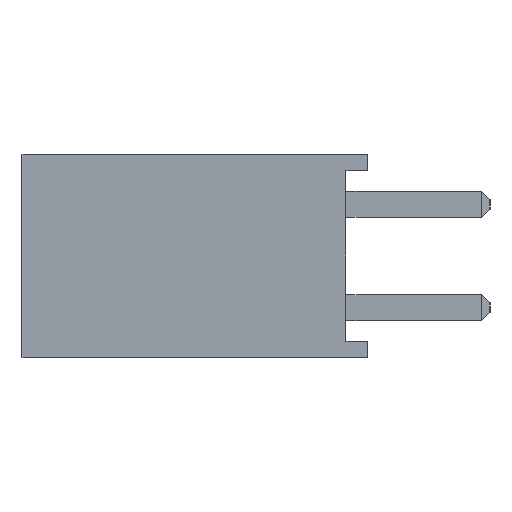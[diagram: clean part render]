
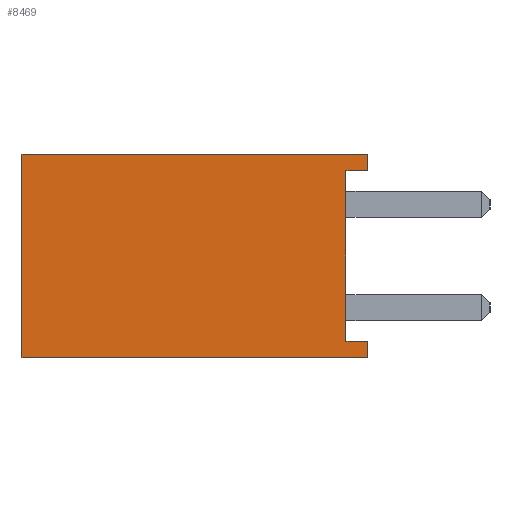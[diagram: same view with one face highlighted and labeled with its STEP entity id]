
A CAD part, left-side view. The second image highlights one B-rep face of the part: STEP entity #8469.
In plain terms, the highlighted planar face has unit normal (-1, 0, 0).
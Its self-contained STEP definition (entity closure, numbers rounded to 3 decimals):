
#300 = LINE ( 'NONE', #9146, #12123 ) ;
#1369 = CARTESIAN_POINT ( 'NONE',  ( -1.27, 0., -2.5 ) ) ;
#1412 = VERTEX_POINT ( 'NONE', #4098 ) ;
#1520 = CARTESIAN_POINT ( 'NONE',  ( -1.27, 8.5, -2.5 ) ) ;
#1728 = CARTESIAN_POINT ( 'NONE',  ( -1.27, 0., 2.5 ) ) ;
#2414 = VECTOR ( 'NONE', #25908, 1000. ) ;
#2829 = ORIENTED_EDGE ( 'NONE', *, *, #11992, .T. ) ;
#2923 = VERTEX_POINT ( 'NONE', #23004 ) ;
#2967 = LINE ( 'NONE', #22235, #4976 ) ;
#3354 = CARTESIAN_POINT ( 'NONE',  ( -1.27, 0.54, 2.1 ) ) ;
#3413 = CARTESIAN_POINT ( 'NONE',  ( -1.27, 0., 2.1 ) ) ;
#3576 = DIRECTION ( 'NONE',  ( 1., 0., 0. ) ) ;
#3823 = LINE ( 'NONE', #14569, #11370 ) ;
#4098 = CARTESIAN_POINT ( 'NONE',  ( -1.27, 8.5, 2.5 ) ) ;
#4238 = EDGE_LOOP ( 'NONE', ( #22306, #21456, #7982, #5911, #8874, #2829, #21484, #10685 ) ) ;
#4976 = VECTOR ( 'NONE', #24261, 1000. ) ;
#5695 = LINE ( 'NONE', #1520, #6368 ) ;
#5892 = CARTESIAN_POINT ( 'NONE',  ( -1.27, 0., 2.1 ) ) ;
#5911 = ORIENTED_EDGE ( 'NONE', *, *, #12529, .F. ) ;
#6368 = VECTOR ( 'NONE', #12098, 1000. ) ;
#7110 = DIRECTION ( 'NONE',  ( 0., -1., 0. ) ) ;
#7606 = EDGE_CURVE ( 'NONE', #23345, #8473, #2967, .T. ) ;
#7982 = ORIENTED_EDGE ( 'NONE', *, *, #7606, .T. ) ;
#8278 = VERTEX_POINT ( 'NONE', #1369 ) ;
#8469 = ADVANCED_FACE ( 'NONE', ( #12485 ), #14233, .F. ) ;
#8473 = VERTEX_POINT ( 'NONE', #1728 ) ;
#8874 = ORIENTED_EDGE ( 'NONE', *, *, #10143, .F. ) ;
#9146 = CARTESIAN_POINT ( 'NONE',  ( -1.27, 8.5, 2.5 ) ) ;
#9284 = EDGE_CURVE ( 'NONE', #8278, #9443, #11078, .T. ) ;
#9443 = VERTEX_POINT ( 'NONE', #12907 ) ;
#9989 = EDGE_CURVE ( 'NONE', #26405, #9443, #24717, .T. ) ;
#10143 = EDGE_CURVE ( 'NONE', #2923, #1412, #20769, .T. ) ;
#10457 = VECTOR ( 'NONE', #12153, 1000. ) ;
#10685 = ORIENTED_EDGE ( 'NONE', *, *, #9989, .F. ) ;
#11078 = LINE ( 'NONE', #21937, #10457 ) ;
#11370 = VECTOR ( 'NONE', #16961, 1000. ) ;
#11992 = EDGE_CURVE ( 'NONE', #2923, #8278, #5695, .T. ) ;
#12098 = DIRECTION ( 'NONE',  ( 0., -1., 0. ) ) ;
#12123 = VECTOR ( 'NONE', #7110, 1000. ) ;
#12153 = DIRECTION ( 'NONE',  ( 0., 0., 1. ) ) ;
#12485 = FACE_OUTER_BOUND ( 'NONE', #4238, .T. ) ;
#12529 = EDGE_CURVE ( 'NONE', #1412, #8473, #300, .T. ) ;
#12907 = CARTESIAN_POINT ( 'NONE',  ( -1.27, 0., -2.1 ) ) ;
#13208 = CARTESIAN_POINT ( 'NONE',  ( -1.27, 0.54, -2.1 ) ) ;
#13209 = EDGE_CURVE ( 'NONE', #23345, #14324, #15489, .T. ) ;
#14233 = PLANE ( 'NONE',  #17386 ) ;
#14324 = VERTEX_POINT ( 'NONE', #3354 ) ;
#14569 = CARTESIAN_POINT ( 'NONE',  ( -1.27, 0.54, 2.1 ) ) ;
#15489 = LINE ( 'NONE', #3413, #16163 ) ;
#16163 = VECTOR ( 'NONE', #17843, 1000. ) ;
#16542 = CARTESIAN_POINT ( 'NONE',  ( -1.27, 8.5, 2.5 ) ) ;
#16961 = DIRECTION ( 'NONE',  ( 0., 0., -1. ) ) ;
#17386 = AXIS2_PLACEMENT_3D ( 'NONE', #26832, #3576, #20416 ) ;
#17843 = DIRECTION ( 'NONE',  ( 0., 1., 0. ) ) ;
#20416 = DIRECTION ( 'NONE',  ( 0., 0., -1. ) ) ;
#20609 = DIRECTION ( 'NONE',  ( 0., 0., 1. ) ) ;
#20769 = LINE ( 'NONE', #16542, #22714 ) ;
#21456 = ORIENTED_EDGE ( 'NONE', *, *, #13209, .F. ) ;
#21484 = ORIENTED_EDGE ( 'NONE', *, *, #9284, .T. ) ;
#21937 = CARTESIAN_POINT ( 'NONE',  ( -1.27, 0., 2.5 ) ) ;
#22200 = EDGE_CURVE ( 'NONE', #14324, #26405, #3823, .T. ) ;
#22235 = CARTESIAN_POINT ( 'NONE',  ( -1.27, 0., 2.5 ) ) ;
#22306 = ORIENTED_EDGE ( 'NONE', *, *, #22200, .F. ) ;
#22714 = VECTOR ( 'NONE', #20609, 1000. ) ;
#23004 = CARTESIAN_POINT ( 'NONE',  ( -1.27, 8.5, -2.5 ) ) ;
#23345 = VERTEX_POINT ( 'NONE', #5892 ) ;
#24261 = DIRECTION ( 'NONE',  ( 0., 0., 1. ) ) ;
#24717 = LINE ( 'NONE', #25548, #2414 ) ;
#25548 = CARTESIAN_POINT ( 'NONE',  ( -1.27, 0., -2.1 ) ) ;
#25908 = DIRECTION ( 'NONE',  ( 0., -1., 0. ) ) ;
#26405 = VERTEX_POINT ( 'NONE', #13208 ) ;
#26832 = CARTESIAN_POINT ( 'NONE',  ( -1.27, 8.5, 2.5 ) ) ;
